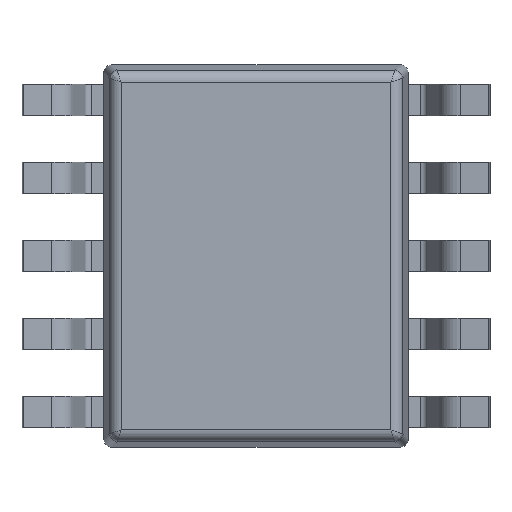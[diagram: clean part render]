
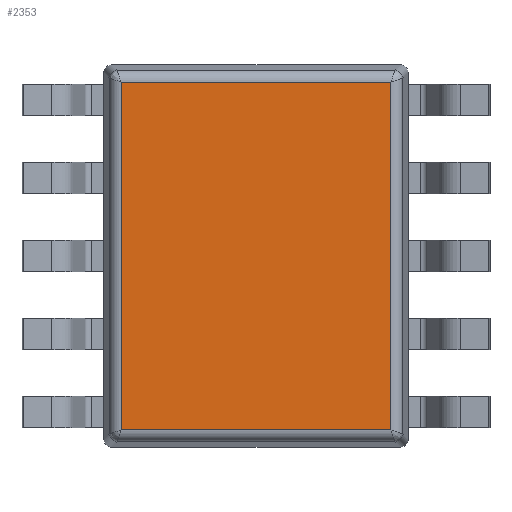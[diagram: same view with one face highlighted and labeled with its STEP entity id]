
A CAD part, front view. The second image highlights one B-rep face of the part: STEP entity #2353.
In plain terms, the highlighted planar face has unit normal (0, -1, 0).
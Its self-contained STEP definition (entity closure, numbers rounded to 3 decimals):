
#205 = CARTESIAN_POINT ( 'NONE',  ( 1.729, 0.25, 2.229 ) ) ;
#443 = EDGE_LOOP ( 'NONE', ( #2220, #4424, #3198, #5256 ) ) ;
#794 = CARTESIAN_POINT ( 'NONE',  ( 1.76, 0.25, -2.229 ) ) ;
#912 = VERTEX_POINT ( 'NONE', #4556 ) ;
#1125 = DIRECTION ( 'NONE',  ( 1., 0., 0. ) ) ;
#1210 = LINE ( 'NONE', #3773, #5078 ) ;
#1269 = DIRECTION ( 'NONE',  ( -1., 0., 0. ) ) ;
#1692 = VERTEX_POINT ( 'NONE', #2251 ) ;
#1763 = AXIS2_PLACEMENT_3D ( 'NONE', #2540, #2507, #2610 ) ;
#1813 = LINE ( 'NONE', #2936, #3821 ) ;
#2180 = DIRECTION ( 'NONE',  ( 0., 0., -1. ) ) ;
#2220 = ORIENTED_EDGE ( 'NONE', *, *, #4567, .T. ) ;
#2251 = CARTESIAN_POINT ( 'NONE',  ( -1.729, 0.25, 2.229 ) ) ;
#2266 = LINE ( 'NONE', #5616, #2489 ) ;
#2353 = ADVANCED_FACE ( 'NONE', ( #2381 ), #5454, .T. ) ;
#2381 = FACE_OUTER_BOUND ( 'NONE', #443, .T. ) ;
#2432 = LINE ( 'NONE', #794, #4306 ) ;
#2476 = EDGE_CURVE ( 'NONE', #1692, #4347, #1210, .T. ) ;
#2489 = VECTOR ( 'NONE', #1269, 1000. ) ;
#2507 = DIRECTION ( 'NONE',  ( 0., -1., 0. ) ) ;
#2540 = CARTESIAN_POINT ( 'NONE',  ( 0., 0.25, 0. ) ) ;
#2610 = DIRECTION ( 'NONE',  ( 0., 0., -1. ) ) ;
#2732 = CARTESIAN_POINT ( 'NONE',  ( -1.729, 0.25, -2.229 ) ) ;
#2936 = CARTESIAN_POINT ( 'NONE',  ( 1.729, 0.25, 2.26 ) ) ;
#3198 = ORIENTED_EDGE ( 'NONE', *, *, #4466, .T. ) ;
#3292 = DIRECTION ( 'NONE',  ( 0., 0., 1. ) ) ;
#3773 = CARTESIAN_POINT ( 'NONE',  ( -1.729, 0.25, -2.26 ) ) ;
#3821 = VECTOR ( 'NONE', #3292, 1000. ) ;
#3924 = EDGE_CURVE ( 'NONE', #912, #4002, #1813, .T. ) ;
#4002 = VERTEX_POINT ( 'NONE', #205 ) ;
#4306 = VECTOR ( 'NONE', #1125, 1000. ) ;
#4347 = VERTEX_POINT ( 'NONE', #2732 ) ;
#4424 = ORIENTED_EDGE ( 'NONE', *, *, #2476, .T. ) ;
#4466 = EDGE_CURVE ( 'NONE', #4347, #912, #2432, .T. ) ;
#4556 = CARTESIAN_POINT ( 'NONE',  ( 1.729, 0.25, -2.229 ) ) ;
#4567 = EDGE_CURVE ( 'NONE', #4002, #1692, #2266, .T. ) ;
#5078 = VECTOR ( 'NONE', #2180, 1000. ) ;
#5256 = ORIENTED_EDGE ( 'NONE', *, *, #3924, .T. ) ;
#5454 = PLANE ( 'NONE',  #1763 ) ;
#5616 = CARTESIAN_POINT ( 'NONE',  ( -1.76, 0.25, 2.229 ) ) ;
